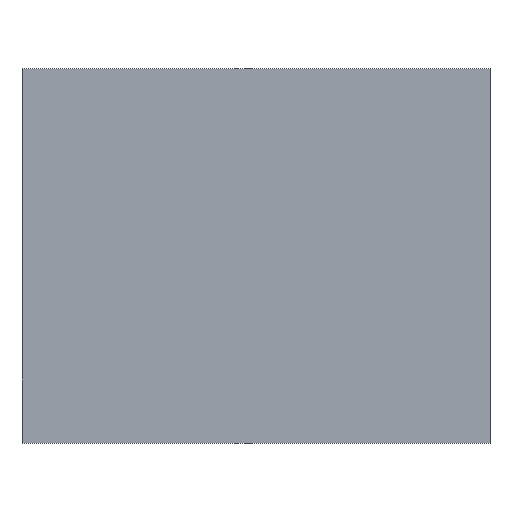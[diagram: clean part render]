
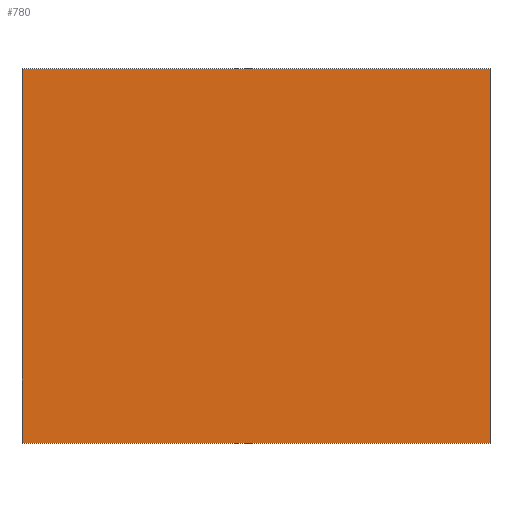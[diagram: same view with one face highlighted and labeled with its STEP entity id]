
A CAD part, top view. The second image highlights one B-rep face of the part: STEP entity #780.
In plain terms, the highlighted face is planar.
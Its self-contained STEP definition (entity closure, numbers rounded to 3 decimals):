
#653=DIRECTION('',(1.,0.,0.));
#654=VECTOR('',#653,2.5);
#655=CARTESIAN_POINT('',(-1.25,0.6,1.));
#656=LINE('',#655,#654);
#660=DIRECTION('',(0.,0.,1.));
#661=VECTOR('',#660,2.);
#662=CARTESIAN_POINT('',(-1.25,0.6,-1.));
#663=LINE('',#662,#661);
#667=DIRECTION('',(-1.,0.,0.));
#668=VECTOR('',#667,2.5);
#669=CARTESIAN_POINT('',(1.25,0.6,-1.));
#670=LINE('',#669,#668);
#674=DIRECTION('',(0.,0.,-1.));
#675=VECTOR('',#674,2.);
#676=CARTESIAN_POINT('',(1.25,0.6,1.));
#677=LINE('',#676,#675);
#689=CARTESIAN_POINT('',(-1.25,0.6,1.));
#690=CARTESIAN_POINT('',(1.25,0.6,1.));
#691=VERTEX_POINT('',#689);
#692=VERTEX_POINT('',#690);
#693=CARTESIAN_POINT('',(1.25,0.6,-1.));
#694=VERTEX_POINT('',#693);
#695=CARTESIAN_POINT('',(-1.25,0.6,-1.));
#696=VERTEX_POINT('',#695);
#769=CARTESIAN_POINT('',(0.,0.6,0.));
#770=DIRECTION('',(0.,1.,0.));
#771=DIRECTION('',(1.,0.,0.));
#772=AXIS2_PLACEMENT_3D('',#769,#770,#771);
#773=PLANE('',#772);
#774=ORIENTED_EDGE('',*,*,#721,.F.);
#775=ORIENTED_EDGE('',*,*,#736,.F.);
#776=ORIENTED_EDGE('',*,*,#750,.F.);
#777=ORIENTED_EDGE('',*,*,#763,.F.);
#778=EDGE_LOOP('',(#774,#775,#776,#777));
#779=FACE_OUTER_BOUND('',#778,.F.);
#721=EDGE_CURVE('',#691,#692,#656,.T.);
#736=EDGE_CURVE('',#696,#691,#663,.T.);
#750=EDGE_CURVE('',#694,#696,#670,.T.);
#763=EDGE_CURVE('',#692,#694,#677,.T.);
#780=ADVANCED_FACE('',(#779),#773,.T.);
